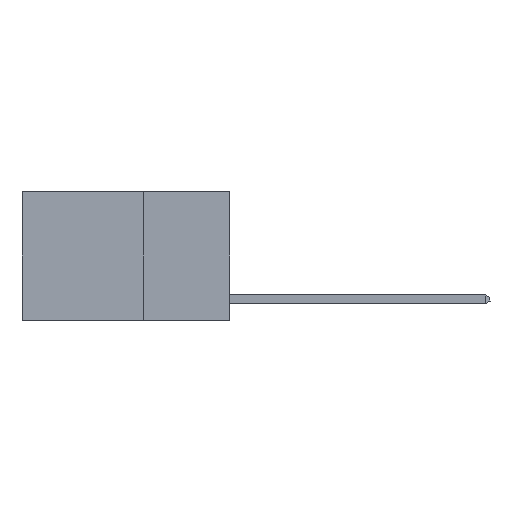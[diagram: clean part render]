
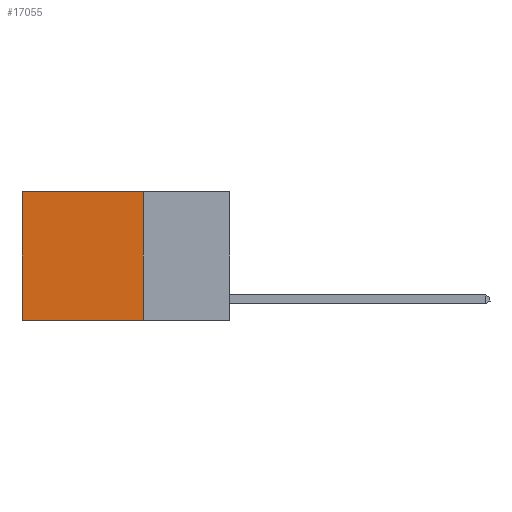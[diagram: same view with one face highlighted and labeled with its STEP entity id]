
A CAD part, left-side view. The second image highlights one B-rep face of the part: STEP entity #17055.
In plain terms, the highlighted planar face has unit normal (-1, 0, 0).
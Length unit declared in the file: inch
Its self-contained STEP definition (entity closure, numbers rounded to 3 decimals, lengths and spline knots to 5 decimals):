
#251 = LINE ( 'NONE', #13109, #16074 ) ;
#1999 = ORIENTED_EDGE ( 'NONE', *, *, #9513, .T. ) ;
#2566 = FACE_OUTER_BOUND ( 'NONE', #7287, .T. ) ;
#2892 = VECTOR ( 'NONE', #5927, 39.37008 ) ;
#3145 = CARTESIAN_POINT ( 'NONE',  ( 0.2625, 0.25, 0. ) ) ;
#3247 = LINE ( 'NONE', #9499, #8965 ) ;
#3312 = VERTEX_POINT ( 'NONE', #13055 ) ;
#4091 = DIRECTION ( 'NONE',  ( 0., 1., 0. ) ) ;
#4316 = VERTEX_POINT ( 'NONE', #3145 ) ;
#4714 = ORIENTED_EDGE ( 'NONE', *, *, #7682, .T. ) ;
#5927 = DIRECTION ( 'NONE',  ( 0., 0., -1. ) ) ;
#5986 = DIRECTION ( 'NONE',  ( 1., 0., 0. ) ) ;
#6323 = VERTEX_POINT ( 'NONE', #6702 ) ;
#6702 = CARTESIAN_POINT ( 'NONE',  ( 0.2625, 0.6, -0.37 ) ) ;
#7287 = EDGE_LOOP ( 'NONE', ( #1999, #12709, #14645, #4714 ) ) ;
#7682 = EDGE_CURVE ( 'NONE', #4316, #14036, #251, .T. ) ;
#8897 = PLANE ( 'NONE',  #11657 ) ;
#8965 = VECTOR ( 'NONE', #12954, 39.37008 ) ;
#9499 = CARTESIAN_POINT ( 'NONE',  ( 0.2625, 0.25, -0.37 ) ) ;
#9513 = EDGE_CURVE ( 'NONE', #14036, #6323, #16164, .T. ) ;
#9616 = CARTESIAN_POINT ( 'NONE',  ( 0.2625, 0.6, 0. ) ) ;
#9838 = EDGE_CURVE ( 'NONE', #4316, #3312, #18297, .T. ) ;
#10526 = CARTESIAN_POINT ( 'NONE',  ( 0.2625, 0.25, 0. ) ) ;
#11437 = DIRECTION ( 'NONE',  ( 0., 0., -1. ) ) ;
#11657 = AXIS2_PLACEMENT_3D ( 'NONE', #10526, #5986, #12033 ) ;
#12033 = DIRECTION ( 'NONE',  ( 0., 0., -1. ) ) ;
#12709 = ORIENTED_EDGE ( 'NONE', *, *, #17455, .F. ) ;
#12954 = DIRECTION ( 'NONE',  ( 0., 1., 0. ) ) ;
#13042 = CARTESIAN_POINT ( 'NONE',  ( 0.2625, 0.6, 0. ) ) ;
#13055 = CARTESIAN_POINT ( 'NONE',  ( 0.2625, 0.25, -0.37 ) ) ;
#13109 = CARTESIAN_POINT ( 'NONE',  ( 0.2625, 0.25, 0. ) ) ;
#14036 = VERTEX_POINT ( 'NONE', #9616 ) ;
#14267 = VECTOR ( 'NONE', #11437, 39.37008 ) ;
#14645 = ORIENTED_EDGE ( 'NONE', *, *, #9838, .F. ) ;
#16074 = VECTOR ( 'NONE', #4091, 39.37008 ) ;
#16164 = LINE ( 'NONE', #13042, #2892 ) ;
#17055 = ADVANCED_FACE ( 'NONE', ( #2566 ), #8897, .F. ) ;
#17291 = CARTESIAN_POINT ( 'NONE',  ( 0.2625, 0.25, 0. ) ) ;
#17455 = EDGE_CURVE ( 'NONE', #3312, #6323, #3247, .T. ) ;
#18297 = LINE ( 'NONE', #17291, #14267 ) ;
